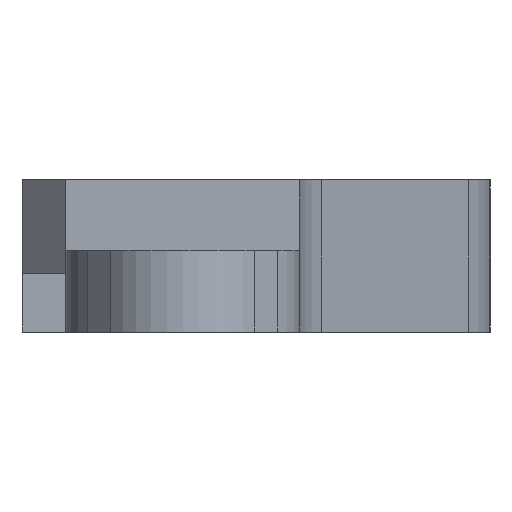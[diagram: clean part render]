
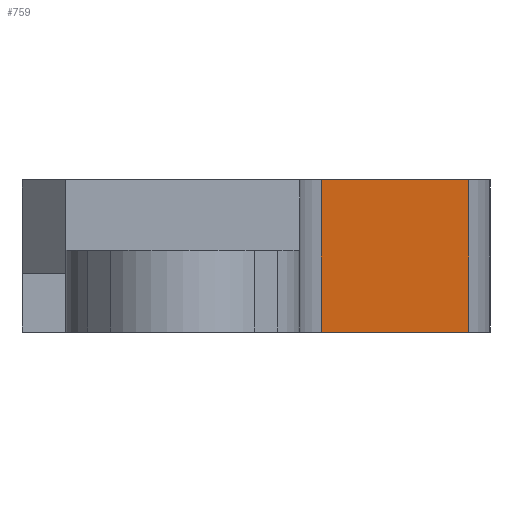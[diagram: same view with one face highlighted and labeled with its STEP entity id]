
A CAD part, left-side view. The second image highlights one B-rep face of the part: STEP entity #759.
In plain terms, the highlighted planar face has unit normal (-0.577, -0.817, 0).
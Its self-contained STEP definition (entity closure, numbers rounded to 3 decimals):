
#707=CARTESIAN_POINT('Vertex',(29.095,-1.835,0.)) ;
#710=CARTESIAN_POINT('Line Origine',(29.095,-1.835,6.5)) ;
#714=CARTESIAN_POINT('Vertex',(29.095,-1.835,13.)) ;
#729=CARTESIAN_POINT('Axis2P3D Location',(49.5,-16.265,13.)) ;
#734=CARTESIAN_POINT('Line Origine',(38.,-8.132,13.)) ;
#738=CARTESIAN_POINT('Vertex',(46.904,-14.43,13.)) ;
#741=CARTESIAN_POINT('Line Origine',(38.,-8.132,0.)) ;
#745=CARTESIAN_POINT('Vertex',(46.904,-14.43,0.)) ;
#748=CARTESIAN_POINT('Line Origine',(46.904,-14.43,6.5)) ;
#711=DIRECTION('Vector Direction',(0.,0.,-1.)) ;
#730=DIRECTION('Axis2P3D Direction',(-0.577,-0.816,-0.)) ;
#731=DIRECTION('Axis2P3D XDirection',(-0.816,0.577,-0.)) ;
#735=DIRECTION('Vector Direction',(-0.816,0.577,0.)) ;
#742=DIRECTION('Vector Direction',(-0.816,0.577,0.)) ;
#749=DIRECTION('Vector Direction',(0.,0.,-1.)) ;
#732=AXIS2_PLACEMENT_3D('Plane Axis2P3D',#729,#730,#731) ;
#754=ORIENTED_EDGE('',*,*,#740,.F.) ;
#755=ORIENTED_EDGE('',*,*,#716,.F.) ;
#756=ORIENTED_EDGE('',*,*,#747,.T.) ;
#757=ORIENTED_EDGE('',*,*,#752,.F.) ;
#712=VECTOR('Line Direction',#711,1.) ;
#736=VECTOR('Line Direction',#735,1.) ;
#743=VECTOR('Line Direction',#742,1.) ;
#750=VECTOR('Line Direction',#749,1.) ;
#759=ADVANCED_FACE('Corps principal',(#758),#733,.T.) ;
#716=EDGE_CURVE('',#708,#715,#713,.F.) ;
#740=EDGE_CURVE('',#715,#739,#737,.F.) ;
#747=EDGE_CURVE('',#708,#746,#744,.F.) ;
#752=EDGE_CURVE('',#739,#746,#751,.T.) ;
#753=EDGE_LOOP('',(#754,#755,#756,#757)) ;
#758=FACE_OUTER_BOUND('',#753,.T.) ;
#713=LINE('Line',#710,#712) ;
#737=LINE('Line',#734,#736) ;
#744=LINE('Line',#741,#743) ;
#751=LINE('Line',#748,#750) ;
#733=PLANE('',#732) ;
#708=VERTEX_POINT('',#707) ;
#715=VERTEX_POINT('',#714) ;
#739=VERTEX_POINT('',#738) ;
#746=VERTEX_POINT('',#745) ;
